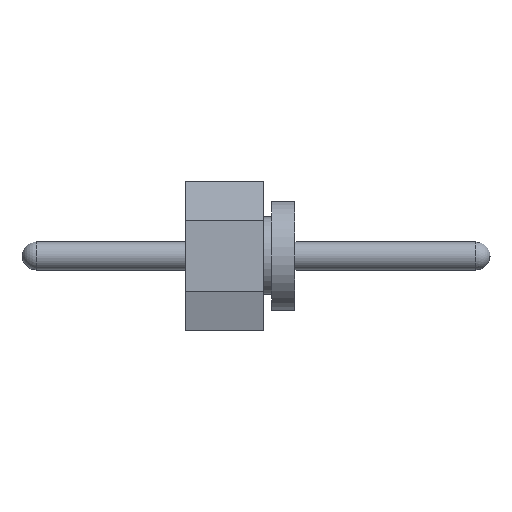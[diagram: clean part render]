
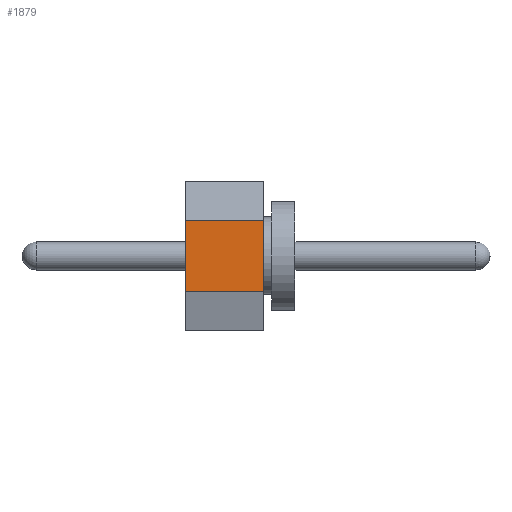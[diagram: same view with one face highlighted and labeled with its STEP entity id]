
A CAD part, left-side view. The second image highlights one B-rep face of the part: STEP entity #1879.
In plain terms, the highlighted planar face has unit normal (-1, 0, 0).
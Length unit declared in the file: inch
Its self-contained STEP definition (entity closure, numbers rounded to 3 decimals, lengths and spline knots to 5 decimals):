
#18=LINE('',#2682,#240);
#19=LINE('',#2685,#241);
#20=LINE('',#2687,#242);
#21=LINE('',#2689,#243);
#240=VECTOR('',#2197,39.37008);
#241=VECTOR('',#2198,39.37008);
#242=VECTOR('',#2199,39.37008);
#243=VECTOR('',#2200,39.37008);
#522=PLANE('',#2022);
#616=ORIENTED_EDGE('',*,*,#1116,.T.);
#617=ORIENTED_EDGE('',*,*,#1117,.F.);
#618=ORIENTED_EDGE('',*,*,#1118,.F.);
#619=ORIENTED_EDGE('',*,*,#1119,.T.);
#1116=EDGE_CURVE('',#1370,#1371,#18,.T.);
#1117=EDGE_CURVE('',#1372,#1371,#19,.T.);
#1118=EDGE_CURVE('',#1373,#1372,#20,.T.);
#1119=EDGE_CURVE('',#1373,#1370,#21,.T.);
#1370=VERTEX_POINT('',#2683);
#1371=VERTEX_POINT('',#2684);
#1372=VERTEX_POINT('',#2686);
#1373=VERTEX_POINT('',#2688);
#1590=EDGE_LOOP('',(#616,#617,#618,#619));
#1730=FACE_BOUND('',#1590,.T.);
#1879=ADVANCED_FACE('',(#1730),#522,.F.);
#2022=AXIS2_PLACEMENT_3D('',#2681,#2195,#2196);
#2195=DIRECTION('',(1.,0.,0.));
#2196=DIRECTION('',(0.,0.,-1.));
#2197=DIRECTION('',(0.,0.,1.));
#2198=DIRECTION('',(0.,-1.,0.));
#2199=DIRECTION('',(0.,0.,1.));
#2200=DIRECTION('',(0.,-1.,0.));
#2681=CARTESIAN_POINT('',(0.,0.05,-0.023));
#2682=CARTESIAN_POINT('',(0.,0.,-0.023));
#2683=CARTESIAN_POINT('',(0.,0.,-0.023));
#2684=CARTESIAN_POINT('',(0.,0.,0.023));
#2685=CARTESIAN_POINT('',(0.,0.05,0.023));
#2686=CARTESIAN_POINT('',(0.,0.05,0.023));
#2687=CARTESIAN_POINT('',(0.,0.05,-0.023));
#2688=CARTESIAN_POINT('',(0.,0.05,-0.023));
#2689=CARTESIAN_POINT('',(0.,0.05,-0.023));
